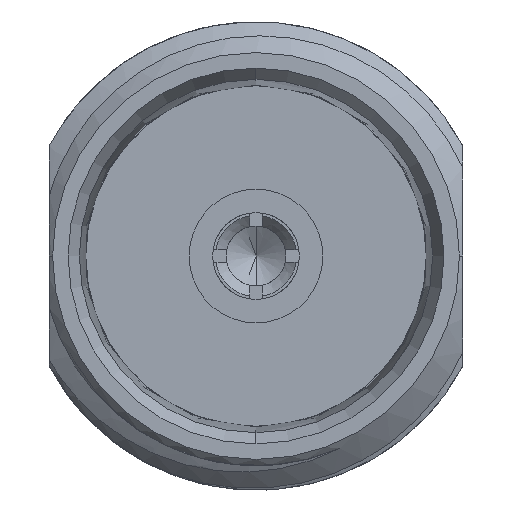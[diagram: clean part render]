
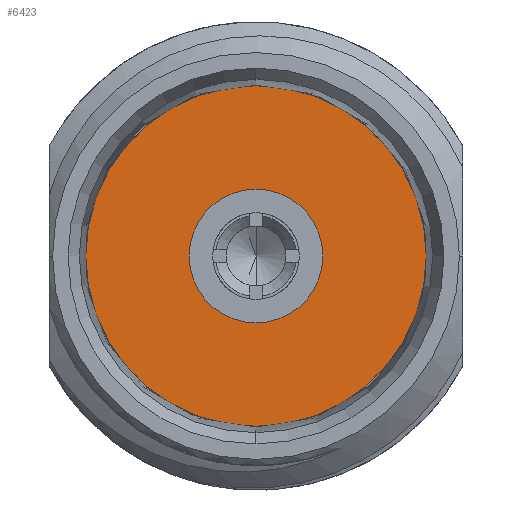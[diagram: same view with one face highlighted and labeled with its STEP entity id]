
A CAD part, left-side view. The second image highlights one B-rep face of the part: STEP entity #6423.
In plain terms, the highlighted planar face has unit normal (-1, 0, 0).
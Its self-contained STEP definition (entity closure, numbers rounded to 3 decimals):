
#2068=CARTESIAN_POINT('',(-9.881,0.,0.));
#2069=DIRECTION('',(-1.,0.,0.));
#2070=DIRECTION('',(0.,1.,0.));
#2071=AXIS2_PLACEMENT_3D('',#2068,#2069,#2070);
#2073=CARTESIAN_POINT('',(-9.881,0.,0.));
#2074=DIRECTION('',(1.,0.,0.));
#2075=DIRECTION('',(0.,1.,0.));
#2076=AXIS2_PLACEMENT_3D('',#2073,#2074,#2075);
#2078=CARTESIAN_POINT('',(-9.881,0.,0.));
#2079=DIRECTION('',(-1.,0.,0.));
#2080=DIRECTION('',(0.,1.,0.));
#2081=AXIS2_PLACEMENT_3D('',#2078,#2079,#2080);
#2083=CARTESIAN_POINT('',(-9.881,0.,0.));
#2084=DIRECTION('',(-1.,0.,0.));
#2085=DIRECTION('',(0.,-1.,0.));
#2086=AXIS2_PLACEMENT_3D('',#2083,#2084,#2085);
#3458=CARTESIAN_POINT('',(-9.881,4.054,0.));
#3459=CARTESIAN_POINT('',(-9.881,-4.054,0.));
#3460=VERTEX_POINT('',#3458);
#3461=VERTEX_POINT('',#3459);
#3522=CARTESIAN_POINT('',(-9.881,1.588,0.));
#3523=CARTESIAN_POINT('',(-9.881,-1.588,0.));
#3524=VERTEX_POINT('',#3522);
#3525=VERTEX_POINT('',#3523);
#6408=CARTESIAN_POINT('',(-9.881,0.,0.));
#6409=DIRECTION('',(-1.,0.,0.));
#6410=DIRECTION('',(0.,1.,0.));
#6411=AXIS2_PLACEMENT_3D('',#6408,#6409,#6410);
#6412=PLANE('',#6411);
#6413=ORIENTED_EDGE('',*,*,#6386,.F.);
#6414=ORIENTED_EDGE('',*,*,#6402,.T.);
#6415=EDGE_LOOP('',(#6413,#6414));
#6416=FACE_OUTER_BOUND('',#6415,.F.);
#6418=ORIENTED_EDGE('',*,*,#6417,.T.);
#6420=ORIENTED_EDGE('',*,*,#6419,.T.);
#6421=EDGE_LOOP('',(#6418,#6420));
#6422=FACE_BOUND('',#6421,.F.);
#6423=ADVANCED_FACE('',(#6416,#6422),#6412,.T.);
#2072=CIRCLE('',#2071,4.054);
#2077=CIRCLE('',#2076,4.054);
#2082=CIRCLE('',#2081,1.588);
#2087=CIRCLE('',#2086,1.588);
#6386=EDGE_CURVE('',#3460,#3461,#2072,.T.);
#6402=EDGE_CURVE('',#3460,#3461,#2077,.T.);
#6417=EDGE_CURVE('',#3524,#3525,#2082,.T.);
#6419=EDGE_CURVE('',#3525,#3524,#2087,.T.);
